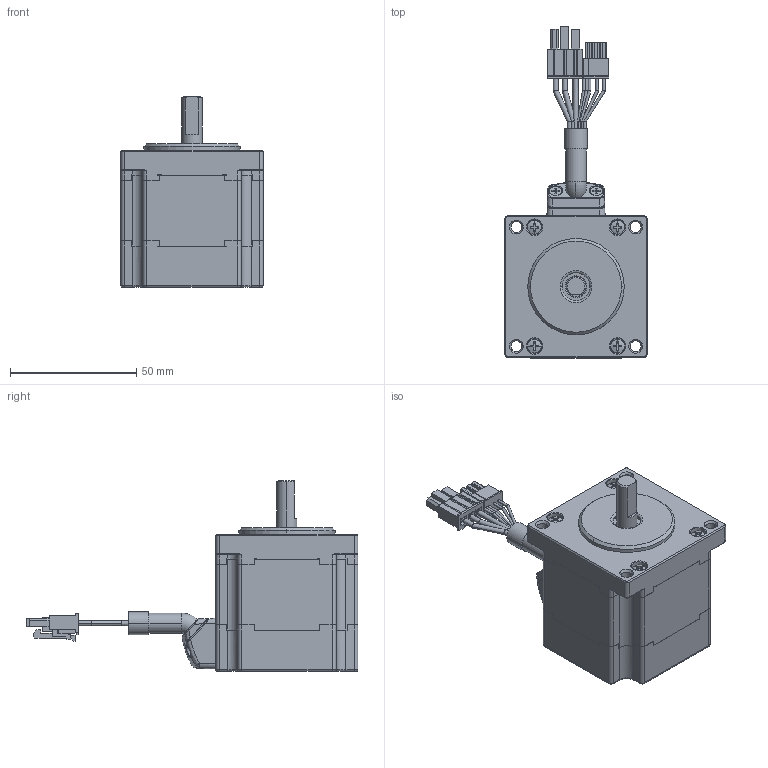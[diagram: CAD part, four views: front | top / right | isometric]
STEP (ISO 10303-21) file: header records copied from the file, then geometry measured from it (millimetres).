
FILE_DESCRIPTION (( 'STEP AP203' ), '1' );
FILE_NAME ('57BL60L2(-A).STEP', '2013-05-16T07:57:56', ( '' ), ( '' ), 'SwSTEP 2.0', 'SolidWorks 2007', '' );
FILE_SCHEMA (( 'CONFIG_CONTROL_DESIGN' ));
Length unit declared in the file: millimetre
Products named in the file (1): 57BL60L2(-A)
Bounding box: 56.2 x 131.2 x 75.5 mm (x, y, z)
Surface area: 28312.9 mm2 (no closed solid volume)
Topology: 0 solids, 26 shells, 729 faces, 2760 edges, 1995 vertices
Faces by surface type: plane 366, cylinder 218, cone 54, torus 45, bspline 34, sphere 12
Entity records: 30709 total; most frequent: CARTESIAN_POINT 7908, DIRECTION 4755, ORIENTED_EDGE 4300, EDGE_CURVE 2746, VERTEX_POINT 1991, VECTOR 1621, LINE 1621, AXIS2_PLACEMENT_3D 1567
